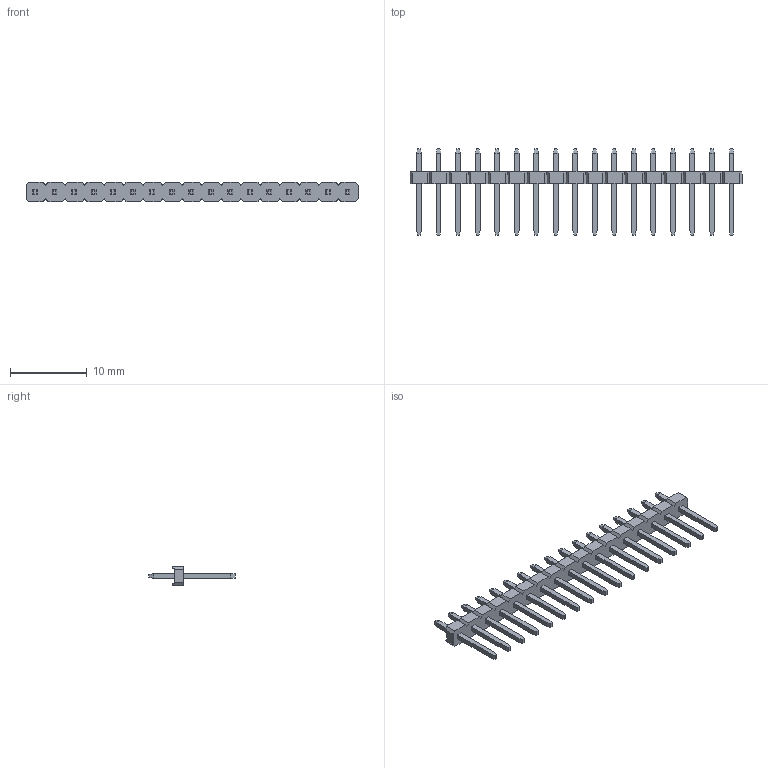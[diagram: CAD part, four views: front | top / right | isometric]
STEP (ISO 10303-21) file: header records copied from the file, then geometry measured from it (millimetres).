
FILE_DESCRIPTION(('STEP AP214'),'1');
FILE_NAME('pin_header_aw_109_17-t.stp','2015-07-24T17:27:58',('TraceParts'),('TraceParts S.A.'),'Spatial InterOp 3D',' ',' ');
FILE_SCHEMA(('automotive_design'));
Length unit declared in the file: millimetre
Products named in the file (1): 1
Bounding box: 43.18 x 11.2 x 2.5 mm (x, y, z)
Volume: 198.7 mm3; surface area: 802.6 mm2
Topology: 1 solids, 1 shells, 446 faces, 1162 edges, 752 vertices
Faces by surface type: plane 446
Entity records: 16866 total; most frequent: CARTESIAN_POINT 2361, ORIENTED_EDGE 2324, DIRECTION 2056, EDGE_CURVE 1162, LINE 1162, VECTOR 1162, VERTEX_POINT 752, EDGE_LOOP 480
